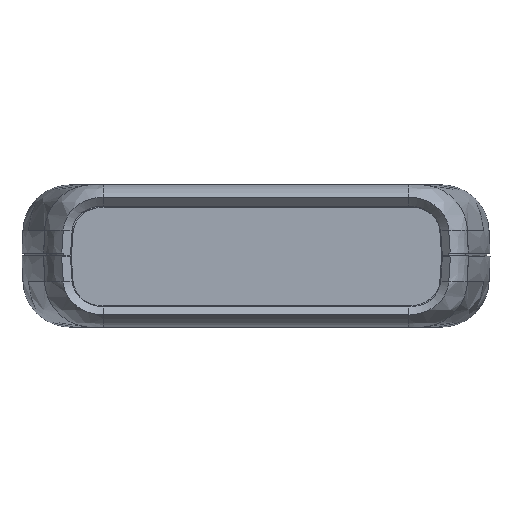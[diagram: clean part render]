
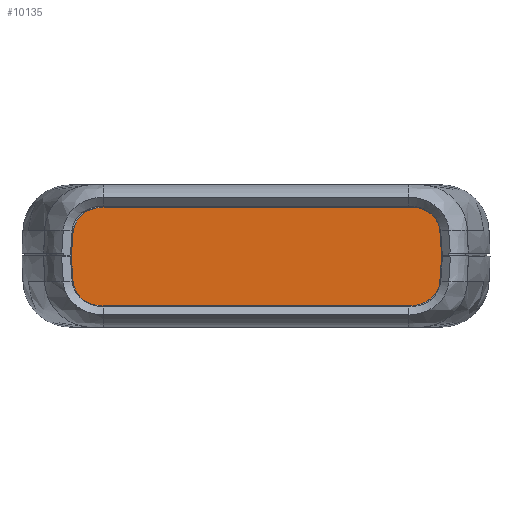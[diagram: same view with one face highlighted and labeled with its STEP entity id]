
A CAD part, front view. The second image highlights one B-rep face of the part: STEP entity #10135.
In plain terms, the highlighted face is planar.
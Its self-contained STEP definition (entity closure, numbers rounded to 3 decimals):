
#1144=FACE_OUTER_BOUND('',#1784,.T.);
#1784=EDGE_LOOP('',(#8785,#8786,#8787,#8788,#8789,#8790,#8791,#8792,#8793,
#8794));
#2504=LINE('',#23202,#3199);
#2505=LINE('',#23238,#3200);
#2506=LINE('',#23282,#3201);
#2508=LINE('',#23338,#3203);
#2509=LINE('',#23367,#3204);
#2510=LINE('',#23411,#3205);
#3199=VECTOR('',#12086,4.275);
#3200=VECTOR('',#12087,4.275);
#3201=VECTOR('',#12090,51.609);
#3203=VECTOR('',#12092,4.275);
#3204=VECTOR('',#12093,4.275);
#3205=VECTOR('',#12096,51.609);
#3824=B_SPLINE_CURVE_WITH_KNOTS('',3,(#23267,#23268,#23269,#23270),
 .UNSPECIFIED.,.F.,.F.,(4,4),(0.,1.),.UNSPECIFIED.);
#3828=B_SPLINE_CURVE_WITH_KNOTS('',3,(#23306,#23307,#23308,#23309),
 .UNSPECIFIED.,.F.,.F.,(4,4),(0.,1.),
 .UNSPECIFIED.);
#3835=B_SPLINE_CURVE_WITH_KNOTS('',3,(#23396,#23397,#23398,#23399),
 .UNSPECIFIED.,.F.,.F.,(4,4),(0.,1.),.UNSPECIFIED.);
#3839=B_SPLINE_CURVE_WITH_KNOTS('',3,(#23434,#23435,#23436,#23437),
 .UNSPECIFIED.,.F.,.F.,(4,4),(0.,1.),
 .UNSPECIFIED.);
#4700=VERTEX_POINT('',#23200);
#4701=VERTEX_POINT('',#23201);
#4704=VERTEX_POINT('',#23237);
#4706=VERTEX_POINT('',#23266);
#4708=VERTEX_POINT('',#23281);
#4710=VERTEX_POINT('',#23305);
#4712=VERTEX_POINT('',#23337);
#4714=VERTEX_POINT('',#23366);
#4716=VERTEX_POINT('',#23395);
#4718=VERTEX_POINT('',#23410);
#6089=EDGE_CURVE('',#4700,#4701,#2504,.T.);
#6093=EDGE_CURVE('',#4701,#4704,#2505,.T.);
#6096=EDGE_CURVE('',#4704,#4706,#3824,.T.);
#6099=EDGE_CURVE('',#4706,#4708,#2506,.T.);
#6102=EDGE_CURVE('',#4708,#4710,#3828,.T.);
#6105=EDGE_CURVE('',#4710,#4712,#2508,.T.);
#6108=EDGE_CURVE('',#4712,#4714,#2509,.T.);
#6111=EDGE_CURVE('',#4714,#4716,#3835,.T.);
#6114=EDGE_CURVE('',#4716,#4718,#2510,.T.);
#6117=EDGE_CURVE('',#4718,#4700,#3839,.T.);
#8785=ORIENTED_EDGE('',*,*,#6089,.F.);
#8786=ORIENTED_EDGE('',*,*,#6117,.F.);
#8787=ORIENTED_EDGE('',*,*,#6114,.F.);
#8788=ORIENTED_EDGE('',*,*,#6111,.F.);
#8789=ORIENTED_EDGE('',*,*,#6108,.F.);
#8790=ORIENTED_EDGE('',*,*,#6105,.F.);
#8791=ORIENTED_EDGE('',*,*,#6102,.F.);
#8792=ORIENTED_EDGE('',*,*,#6099,.F.);
#8793=ORIENTED_EDGE('',*,*,#6096,.F.);
#8794=ORIENTED_EDGE('',*,*,#6093,.F.);
#9616=PLANE('',#10625);
#10135=ADVANCED_FACE('',(#1144),#9616,.T.);
#10625=AXIS2_PLACEMENT_3D('',#23442,#12098,#12099);
#12086=DIRECTION('',(0.068,-0.998,0.));
#12087=DIRECTION('',(-0.068,-0.998,0.));
#12090=DIRECTION('',(-1.,0.,0.));
#12092=DIRECTION('',(-0.068,0.998,0.));
#12093=DIRECTION('',(0.068,0.998,0.));
#12096=DIRECTION('',(1.,0.,0.));
#12098=DIRECTION('center_axis',(0.,0.,
1.));
#12099=DIRECTION('ref_axis',(1.,0.,0.));
#23200=CARTESIAN_POINT('',(16.479,4.265,1.875));
#23201=CARTESIAN_POINT('',(16.768,0.,1.875));
#23202=CARTESIAN_POINT('',(16.478,4.266,1.875));
#23237=CARTESIAN_POINT('',(16.479,-4.265,1.875));
#23238=CARTESIAN_POINT('',(16.768,0.001,1.875));
#23266=CARTESIAN_POINT('',(11.256,-8.405,1.875));
#23267=CARTESIAN_POINT('Ctrl Pts',(16.479,-4.265,1.875));
#23268=CARTESIAN_POINT('Ctrl Pts',(15.937,-6.941,1.875));
#23269=CARTESIAN_POINT('Ctrl Pts',(14.199,-8.32,1.875));
#23270=CARTESIAN_POINT('Ctrl Pts',(11.256,-8.405,1.875));
#23281=CARTESIAN_POINT('',(-40.353,-8.405,1.875));
#23282=CARTESIAN_POINT('',(11.257,-8.405,1.875));
#23305=CARTESIAN_POINT('',(-45.575,-4.265,1.875));
#23306=CARTESIAN_POINT('Ctrl Pts',(-40.353,-8.405,
1.875));
#23307=CARTESIAN_POINT('Ctrl Pts',(-43.295,-8.32,
1.875));
#23308=CARTESIAN_POINT('Ctrl Pts',(-45.033,-6.942,
1.875));
#23309=CARTESIAN_POINT('Ctrl Pts',(-45.575,-4.265,1.875));
#23337=CARTESIAN_POINT('',(-45.864,0.,1.875));
#23338=CARTESIAN_POINT('',(-45.575,-4.266,1.875));
#23366=CARTESIAN_POINT('',(-45.575,4.265,1.875));
#23367=CARTESIAN_POINT('',(-45.864,-0.001,1.875));
#23395=CARTESIAN_POINT('',(-40.353,8.405,1.875));
#23396=CARTESIAN_POINT('Ctrl Pts',(-45.575,4.265,1.875));
#23397=CARTESIAN_POINT('Ctrl Pts',(-45.034,6.942,1.875));
#23398=CARTESIAN_POINT('Ctrl Pts',(-43.295,8.32,1.875));
#23399=CARTESIAN_POINT('Ctrl Pts',(-40.353,8.405,1.875));
#23410=CARTESIAN_POINT('',(11.256,8.405,1.875));
#23411=CARTESIAN_POINT('',(-40.353,8.405,1.875));
#23434=CARTESIAN_POINT('Ctrl Pts',(11.256,8.405,1.875));
#23435=CARTESIAN_POINT('Ctrl Pts',(14.195,8.319,1.875));
#23436=CARTESIAN_POINT('Ctrl Pts',(15.933,6.94,1.875));
#23437=CARTESIAN_POINT('Ctrl Pts',(16.479,4.265,1.875));
#23442=CARTESIAN_POINT('Origin',(-14.549,0.,
1.875));
